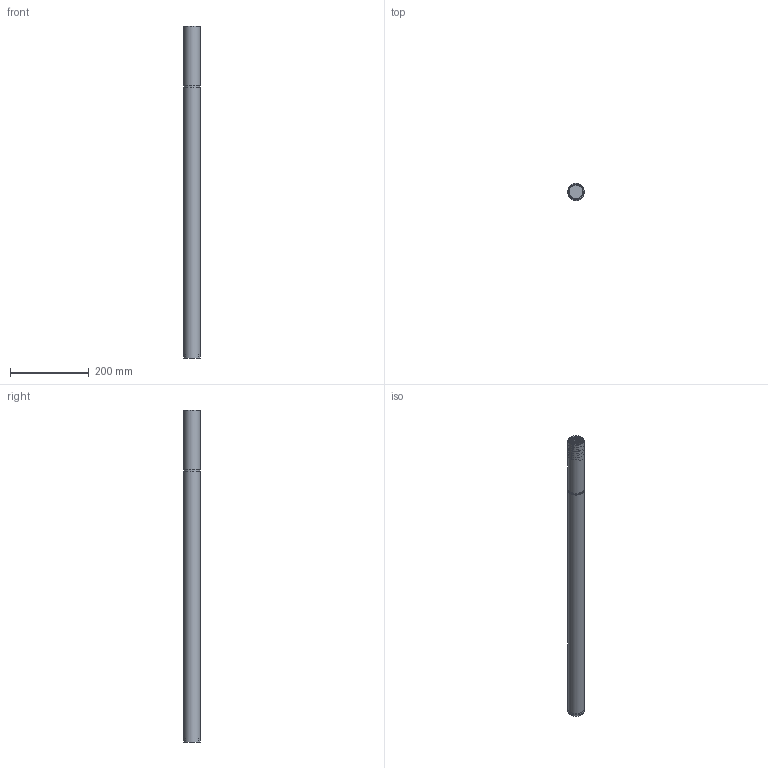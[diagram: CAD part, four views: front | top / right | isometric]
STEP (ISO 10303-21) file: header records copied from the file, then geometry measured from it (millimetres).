
FILE_DESCRIPTION(/* description */ (''),/* implementation_level */ '2;1');
FILE_NAME(/* name */ 'Component1.step',/* time_stamp */ '2023-12-15T18:09:58+05:30',/* author */ (''),/* organization */ (''),/* preprocessor_version */ 'ST-DEVELOPER v20',/* originating_system */ 'Autodesk Translation Framework v12.14.0.127',/* authorisation */ '');
FILE_SCHEMA (('AUTOMOTIVE_DESIGN { 1 0 10303 214 3 1 1 }'));
Length unit declared in the file: millimetre
Products named in the file (1): FusionComponent
Bounding box: 42 x 42 x 843 mm (x, y, z)
Volume: 311578.6 mm3; surface area: 211954.6 mm2
Topology: 1 solids, 1 shells, 33 faces, 78 edges, 52 vertices
Faces by surface type: cylinder 23, plane 8, bspline 2
Full cylindrical faces by diameter (mm): 35.91 x8, 38.862 x7, 39 x2, 40 x1, 42 x2
Entity records: 2528 total; most frequent: CARTESIAN_POINT 1790, ORIENTED_EDGE 156, DIRECTION 118, EDGE_CURVE 78, VERTEX_POINT 52, AXIS2_PLACEMENT_3D 48, B_SPLINE_CURVE_WITH_KNOTS 40, EDGE_LOOP 38
